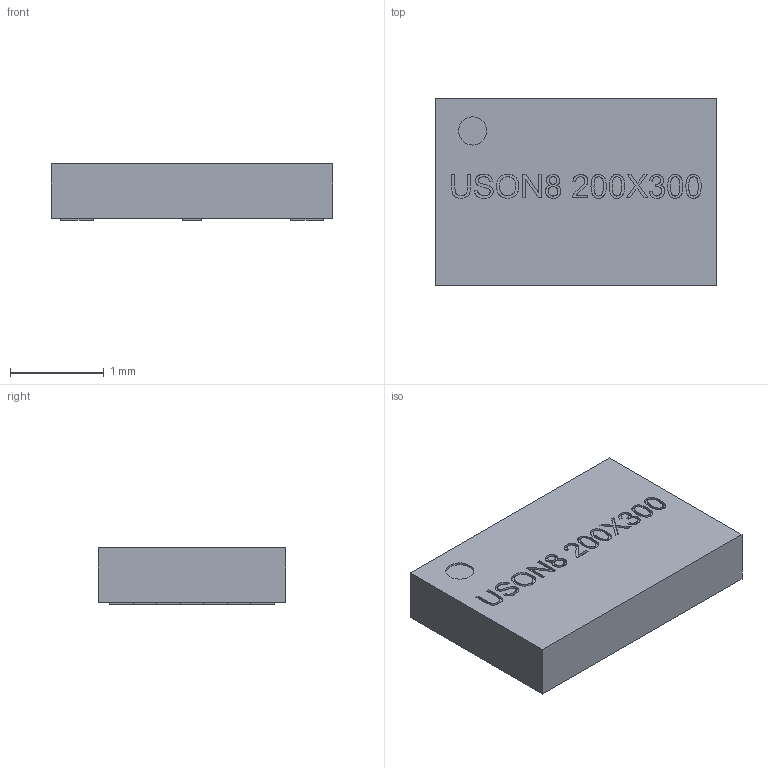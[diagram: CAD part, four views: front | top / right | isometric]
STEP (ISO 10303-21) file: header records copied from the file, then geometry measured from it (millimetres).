
FILE_DESCRIPTION(('STEP AP242'),'1');
FILE_NAME('USON8_200X300P50.stp','2024-01-19T02:09:19',(' '),(' '),'Spatial InterOp 3D',' ',' ');
FILE_SCHEMA(('AP242_MANAGED_MODEL_BASED_3D_ENGINEERING_MIM_LF {1 0 10303 442 1 1 4}'));
Length unit declared in the file: metre
Products named in the file (11): USON8_200X300P50; Part_496; Part_525; Part_553; Part_581; Part_609; Part_637; Part_665; Part_740; Part_739; Part_18370
Assembly tree (10 placements, depth 2):
  USON8_200X300P50
    Part_496
    Part_525
    Part_553
    Part_581
    Part_609
    Part_637
    Part_665
    Part_740
    Part_739
    Part_18370
Bounding box: 3 x 2 x 0.6 mm (x, y, z)
Volume: 3.5 mm3; surface area: 23.9 mm2
Topology: 10 solids, 10 shells, 212 faces, 491 edges, 328 vertices
Faces by surface type: plane 164, extrusion 46, cylinder 2
Entity records: 8678 total; most frequent: CARTESIAN_POINT 2003, ORIENTED_EDGE 982, DIRECTION 801, EDGE_CURVE 491, VECTOR 439, LINE 393, VERTEX_POINT 328, EDGE_LOOP 241
